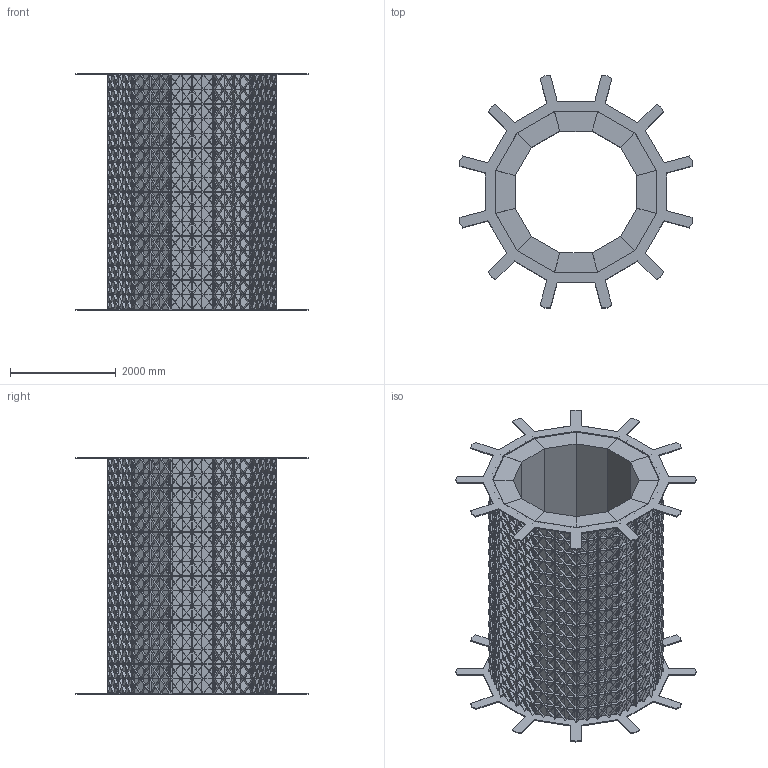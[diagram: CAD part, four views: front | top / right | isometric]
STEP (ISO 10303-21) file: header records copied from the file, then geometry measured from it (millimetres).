
FILE_DESCRIPTION (( 'STEP AP214' ), '1' );
FILE_NAME ('Em_Cal_Mesh_15_Comparison&Analysis.STEP', '2022-04-25T19:31:24', ( '' ), ( '' ), 'SwSTEP 2.0', 'SolidWorks 2021', '' );
FILE_SCHEMA (( 'AUTOMOTIVE_DESIGN' ));
Length unit declared in the file: metre
Products named in the file (4): Em_CAL_Barrel_Support_Thicker_Ring; Em_CAL_Barrel_Support_Rack_15_Matrix; Em_Cal_Mesh_15_Comparison&Analysis; Barrel_Electromagnetic_Calorimeter_radial_segment
Assembly tree (26 placements, depth 2):
  Em_Cal_Mesh_15_Comparison&Analysis
    Em_CAL_Barrel_Support_Thicker_Ring  x2
    Barrel_Electromagnetic_Calorimeter_radial_segment  x12
    Em_CAL_Barrel_Support_Rack_15_Matrix  x12
Bounding box: 4396.13 x 4396.13 x 4486.35 mm (x, y, z)
Volume: 14988814879.8 mm3; surface area: 278902617.8 mm2
Topology: 26 solids, 26 shells, 12436 faces, 43200 edges, 28800 vertices
Faces by surface type: plane 12436
Entity records: 41042 total; most frequent: ORIENTED_EDGE 7560, CARTESIAN_POINT 7427, DIRECTION 6034, EDGE_CURVE 3780, VECTOR 3780, LINE 3780, VERTEX_POINT 2520, EDGE_LOOP 1300
